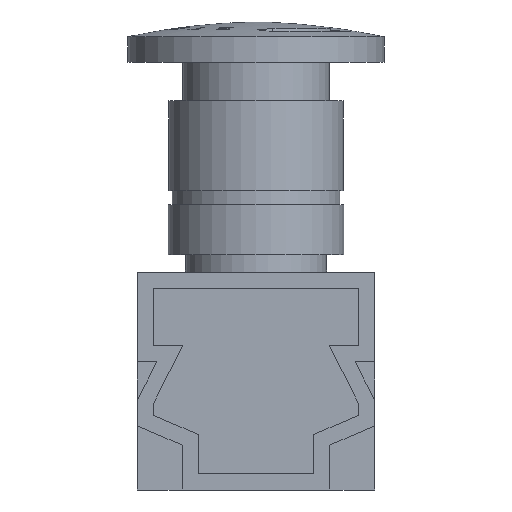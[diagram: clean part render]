
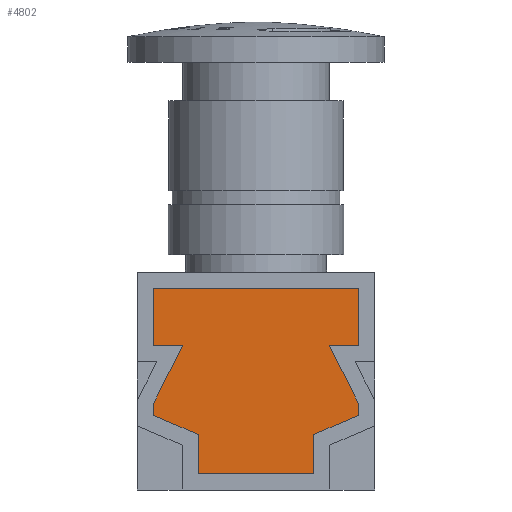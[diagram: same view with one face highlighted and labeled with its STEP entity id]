
A CAD part, front view. The second image highlights one B-rep face of the part: STEP entity #4802.
In plain terms, the highlighted planar face has unit normal (0, -1, 0).
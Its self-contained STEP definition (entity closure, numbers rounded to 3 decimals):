
#423=FACE_OUTER_BOUND('',#699,.T.);
#699=EDGE_LOOP('',(#4154,#4155,#4156,#4157,#4158,#4159,#4160,#4161,#4162,
#4163,#4164,#4165,#4166,#4167));
#987=LINE('',#11375,#1381);
#991=LINE('',#11382,#1385);
#994=LINE('',#11388,#1388);
#997=LINE('',#11394,#1391);
#1000=LINE('',#11400,#1394);
#1003=LINE('',#11406,#1397);
#1006=LINE('',#11412,#1400);
#1009=LINE('',#11418,#1403);
#1012=LINE('',#11424,#1406);
#1015=LINE('',#11430,#1409);
#1018=LINE('',#11436,#1412);
#1021=LINE('',#11442,#1415);
#1024=LINE('',#11448,#1418);
#1026=LINE('',#11451,#1420);
#1381=VECTOR('',#5389,10.);
#1385=VECTOR('',#5395,10.);
#1388=VECTOR('',#5400,10.);
#1391=VECTOR('',#5405,10.);
#1394=VECTOR('',#5410,10.);
#1397=VECTOR('',#5415,10.);
#1400=VECTOR('',#5420,10.);
#1403=VECTOR('',#5425,10.);
#1406=VECTOR('',#5430,10.);
#1409=VECTOR('',#5435,10.);
#1412=VECTOR('',#5440,10.);
#1415=VECTOR('',#5445,10.);
#1418=VECTOR('',#5450,10.);
#1420=VECTOR('',#5454,10.);
#2210=VERTEX_POINT('',#11372);
#2211=VERTEX_POINT('',#11374);
#2213=VERTEX_POINT('',#11380);
#2215=VERTEX_POINT('',#11386);
#2217=VERTEX_POINT('',#11392);
#2219=VERTEX_POINT('',#11398);
#2221=VERTEX_POINT('',#11404);
#2223=VERTEX_POINT('',#11410);
#2225=VERTEX_POINT('',#11416);
#2227=VERTEX_POINT('',#11422);
#2229=VERTEX_POINT('',#11428);
#2231=VERTEX_POINT('',#11434);
#2233=VERTEX_POINT('',#11440);
#2235=VERTEX_POINT('',#11446);
#2864=EDGE_CURVE('',#2210,#2211,#987,.T.);
#2868=EDGE_CURVE('',#2213,#2210,#991,.T.);
#2871=EDGE_CURVE('',#2215,#2213,#994,.T.);
#2874=EDGE_CURVE('',#2217,#2215,#997,.T.);
#2877=EDGE_CURVE('',#2219,#2217,#1000,.T.);
#2880=EDGE_CURVE('',#2221,#2219,#1003,.T.);
#2883=EDGE_CURVE('',#2223,#2221,#1006,.T.);
#2886=EDGE_CURVE('',#2225,#2223,#1009,.T.);
#2889=EDGE_CURVE('',#2227,#2225,#1012,.T.);
#2892=EDGE_CURVE('',#2229,#2227,#1015,.T.);
#2895=EDGE_CURVE('',#2231,#2229,#1018,.T.);
#2898=EDGE_CURVE('',#2233,#2231,#1021,.T.);
#2901=EDGE_CURVE('',#2235,#2233,#1024,.T.);
#2903=EDGE_CURVE('',#2211,#2235,#1026,.T.);
#4154=ORIENTED_EDGE('',*,*,#2903,.F.);
#4155=ORIENTED_EDGE('',*,*,#2864,.F.);
#4156=ORIENTED_EDGE('',*,*,#2868,.F.);
#4157=ORIENTED_EDGE('',*,*,#2871,.F.);
#4158=ORIENTED_EDGE('',*,*,#2874,.F.);
#4159=ORIENTED_EDGE('',*,*,#2877,.F.);
#4160=ORIENTED_EDGE('',*,*,#2880,.F.);
#4161=ORIENTED_EDGE('',*,*,#2883,.F.);
#4162=ORIENTED_EDGE('',*,*,#2886,.F.);
#4163=ORIENTED_EDGE('',*,*,#2889,.F.);
#4164=ORIENTED_EDGE('',*,*,#2892,.F.);
#4165=ORIENTED_EDGE('',*,*,#2895,.F.);
#4166=ORIENTED_EDGE('',*,*,#2898,.F.);
#4167=ORIENTED_EDGE('',*,*,#2901,.F.);
#4547=PLANE('',#4957);
#4802=ADVANCED_FACE('',(#423),#4547,.F.);
#4957=AXIS2_PLACEMENT_3D('',#11452,#5455,#5456);
#5389=DIRECTION('',(-1.,0.,0.));
#5395=DIRECTION('',(0.447,0.,0.894));
#5400=DIRECTION('',(0.,0.,1.));
#5405=DIRECTION('',(-0.919,0.,0.394));
#5410=DIRECTION('',(0.,0.,1.));
#5415=DIRECTION('',(-1.,0.,0.));
#5420=DIRECTION('',(0.,0.,-1.));
#5425=DIRECTION('',(-0.919,0.,-0.394));
#5430=DIRECTION('',(0.,0.,-1.));
#5435=DIRECTION('',(0.447,0.,-0.894));
#5440=DIRECTION('',(-1.,0.,0.));
#5445=DIRECTION('',(0.,0.,-1.));
#5450=DIRECTION('',(1.,0.,0.));
#5454=DIRECTION('',(0.,0.,1.));
#5455=DIRECTION('center_axis',(0.,1.,0.));
#5456=DIRECTION('ref_axis',(0.,0.,1.));
#11372=CARTESIAN_POINT('',(7.045,0.1,22.5));
#11374=CARTESIAN_POINT('',(2.5,0.1,22.5));
#11375=CARTESIAN_POINT('',(2.5,0.1,22.5));
#11380=CARTESIAN_POINT('',(2.5,0.1,13.41));
#11382=CARTESIAN_POINT('',(7.045,0.1,22.5));
#11386=CARTESIAN_POINT('',(2.5,0.1,11.648));
#11388=CARTESIAN_POINT('',(2.5,0.1,13.41));
#11392=CARTESIAN_POINT('',(9.5,0.1,8.648));
#11394=CARTESIAN_POINT('',(2.5,0.1,11.648));
#11398=CARTESIAN_POINT('',(9.5,0.1,2.5));
#11400=CARTESIAN_POINT('',(9.5,0.1,8.648));
#11404=CARTESIAN_POINT('',(27.5,0.1,2.5));
#11406=CARTESIAN_POINT('',(9.5,0.1,2.5));
#11410=CARTESIAN_POINT('',(27.5,0.1,8.648));
#11412=CARTESIAN_POINT('',(27.5,0.1,2.5));
#11416=CARTESIAN_POINT('',(34.5,0.1,11.648));
#11418=CARTESIAN_POINT('',(27.5,0.1,8.648));
#11422=CARTESIAN_POINT('',(34.5,0.1,13.41));
#11424=CARTESIAN_POINT('',(34.5,0.1,11.648));
#11428=CARTESIAN_POINT('',(29.955,0.1,22.5));
#11430=CARTESIAN_POINT('',(34.5,0.1,13.41));
#11434=CARTESIAN_POINT('',(34.5,0.1,22.5));
#11436=CARTESIAN_POINT('',(29.955,0.1,22.5));
#11440=CARTESIAN_POINT('',(34.5,0.1,31.5));
#11442=CARTESIAN_POINT('',(34.5,0.1,22.5));
#11446=CARTESIAN_POINT('',(2.5,0.1,31.5));
#11448=CARTESIAN_POINT('',(34.5,0.1,31.5));
#11451=CARTESIAN_POINT('',(2.5,0.1,31.5));
#11452=CARTESIAN_POINT('Origin',(18.5,0.1,17.));
